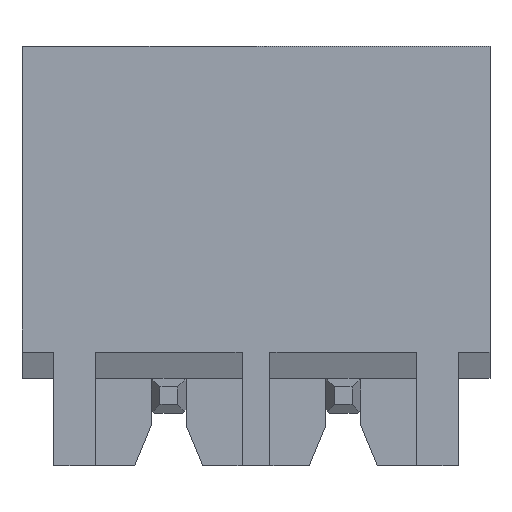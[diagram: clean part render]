
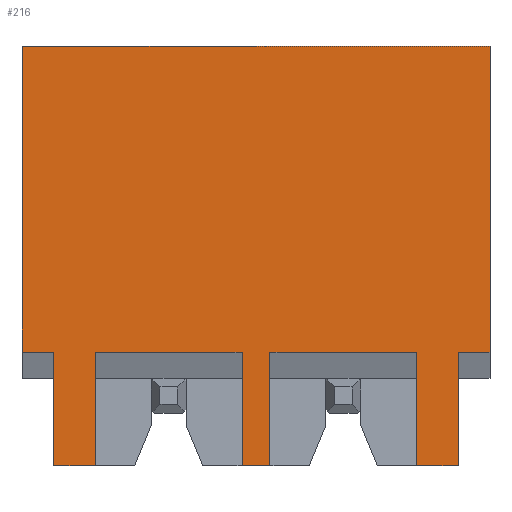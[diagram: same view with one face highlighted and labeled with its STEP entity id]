
A CAD part, front view. The second image highlights one B-rep face of the part: STEP entity #216.
In plain terms, the highlighted planar face has unit normal (0, -1, 0).
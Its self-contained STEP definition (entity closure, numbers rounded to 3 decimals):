
#216 = ADVANCED_FACE( '', ( #513 ), #514, .T. );
#513 = FACE_OUTER_BOUND( '', #909, .T. );
#514 = PLANE( '', #910 );
#909 = EDGE_LOOP( '', ( #1349, #1350, #1351, #1352, #1353, #1354, #1355, #1356, #1357, #1358, #1359, #1360, #1361, #1362, #1363, #1364 ) );
#910 = AXIS2_PLACEMENT_3D( '', #1365, #1366, #1367 );
#1349 = ORIENTED_EDGE( '', *, *, #2557, .T. );
#1350 = ORIENTED_EDGE( '', *, *, #2558, .T. );
#1351 = ORIENTED_EDGE( '', *, *, #2559, .T. );
#1352 = ORIENTED_EDGE( '', *, *, #2560, .F. );
#1353 = ORIENTED_EDGE( '', *, *, #2561, .F. );
#1354 = ORIENTED_EDGE( '', *, *, #2562, .F. );
#1355 = ORIENTED_EDGE( '', *, *, #2520, .F. );
#1356 = ORIENTED_EDGE( '', *, *, #2563, .T. );
#1357 = ORIENTED_EDGE( '', *, *, #2564, .T. );
#1358 = ORIENTED_EDGE( '', *, *, #2565, .T. );
#1359 = ORIENTED_EDGE( '', *, *, #2566, .F. );
#1360 = ORIENTED_EDGE( '', *, *, #2567, .T. );
#1361 = ORIENTED_EDGE( '', *, *, #2568, .T. );
#1362 = ORIENTED_EDGE( '', *, *, #2569, .T. );
#1363 = ORIENTED_EDGE( '', *, *, #2551, .F. );
#1364 = ORIENTED_EDGE( '', *, *, #2570, .F. );
#1365 = CARTESIAN_POINT( '', ( 6.7, -3.775, -6. ) );
#1366 = DIRECTION( '', ( 0., -1., 0. ) );
#1367 = DIRECTION( '', ( 0., 0., -1. ) );
#2520 = EDGE_CURVE( '', #3026, #3014, #3028, .T. );
#2551 = EDGE_CURVE( '', #3082, #3084, #3085, .T. );
#2557 = EDGE_CURVE( '', #3094, #3095, #3096, .T. );
#2558 = EDGE_CURVE( '', #3095, #3097, #3098, .T. );
#2559 = EDGE_CURVE( '', #3097, #3099, #3100, .T. );
#2560 = EDGE_CURVE( '', #3101, #3099, #3102, .T. );
#2561 = EDGE_CURVE( '', #3103, #3101, #3104, .T. );
#2562 = EDGE_CURVE( '', #3014, #3103, #3105, .T. );
#2563 = EDGE_CURVE( '', #3026, #3106, #3107, .T. );
#2564 = EDGE_CURVE( '', #3106, #3108, #3109, .T. );
#2565 = EDGE_CURVE( '', #3108, #3110, #3111, .T. );
#2566 = EDGE_CURVE( '', #3112, #3110, #3113, .T. );
#2567 = EDGE_CURVE( '', #3112, #3114, #3115, .T. );
#2568 = EDGE_CURVE( '', #3114, #3116, #3117, .T. );
#2569 = EDGE_CURVE( '', #3116, #3084, #3118, .T. );
#2570 = EDGE_CURVE( '', #3094, #3082, #3119, .T. );
#3014 = VERTEX_POINT( '', #3754 );
#3026 = VERTEX_POINT( '', #3772 );
#3028 = LINE( '', #3775, #3776 );
#3082 = VERTEX_POINT( '', #3852 );
#3084 = VERTEX_POINT( '', #3855 );
#3085 = LINE( '', #3856, #3857 );
#3094 = VERTEX_POINT( '', #3870 );
#3095 = VERTEX_POINT( '', #3871 );
#3096 = LINE( '', #3872, #3873 );
#3097 = VERTEX_POINT( '', #3874 );
#3098 = LINE( '', #3875, #3876 );
#3099 = VERTEX_POINT( '', #3877 );
#3100 = LINE( '', #3878, #3879 );
#3101 = VERTEX_POINT( '', #3880 );
#3102 = LINE( '', #3881, #3882 );
#3103 = VERTEX_POINT( '', #3883 );
#3104 = LINE( '', #3884, #3885 );
#3105 = LINE( '', #3886, #3887 );
#3106 = VERTEX_POINT( '', #3888 );
#3107 = LINE( '', #3889, #3890 );
#3108 = VERTEX_POINT( '', #3891 );
#3109 = LINE( '', #3892, #3893 );
#3110 = VERTEX_POINT( '', #3894 );
#3111 = LINE( '', #3895, #3896 );
#3112 = VERTEX_POINT( '', #3897 );
#3113 = LINE( '', #3898, #3899 );
#3114 = VERTEX_POINT( '', #3900 );
#3115 = LINE( '', #3901, #3902 );
#3116 = VERTEX_POINT( '', #3903 );
#3117 = LINE( '', #3904, #3905 );
#3118 = LINE( '', #3906, #3907 );
#3119 = LINE( '', #3908, #3909 );
#3754 = CARTESIAN_POINT( '', ( -5.79, -3.775, -6. ) );
#3772 = CARTESIAN_POINT( '', ( -4.6, -3.775, -6. ) );
#3775 = CARTESIAN_POINT( '', ( 6.7, -3.775, -6. ) );
#3776 = VECTOR( '', #4820, 1000. );
#3852 = CARTESIAN_POINT( '', ( 5.79, -3.775, -6. ) );
#3855 = CARTESIAN_POINT( '', ( 4.6, -3.775, -6. ) );
#3856 = CARTESIAN_POINT( '', ( 6.7, -3.775, -6. ) );
#3857 = VECTOR( '', #4850, 1000. );
#3870 = CARTESIAN_POINT( '', ( 5.79, -3.775, -2.75 ) );
#3871 = CARTESIAN_POINT( '', ( 6.7, -3.775, -2.75 ) );
#3872 = CARTESIAN_POINT( '', ( 5.79, -3.775, -2.75 ) );
#3873 = VECTOR( '', #4855, 1000. );
#3874 = CARTESIAN_POINT( '', ( 6.7, -3.775, 6. ) );
#3875 = CARTESIAN_POINT( '', ( 6.7, -3.775, -6. ) );
#3876 = VECTOR( '', #4856, 1000. );
#3877 = CARTESIAN_POINT( '', ( -6.7, -3.775, 6. ) );
#3878 = CARTESIAN_POINT( '', ( 6.7, -3.775, 6. ) );
#3879 = VECTOR( '', #4857, 1000. );
#3880 = CARTESIAN_POINT( '', ( -6.7, -3.775, -2.75 ) );
#3881 = CARTESIAN_POINT( '', ( -6.7, -3.775, -6. ) );
#3882 = VECTOR( '', #4858, 1000. );
#3883 = CARTESIAN_POINT( '', ( -5.79, -3.775, -2.75 ) );
#3884 = CARTESIAN_POINT( '', ( -5.79, -3.775, -2.75 ) );
#3885 = VECTOR( '', #4859, 1000. );
#3886 = CARTESIAN_POINT( '', ( -5.79, -3.775, -2.75 ) );
#3887 = VECTOR( '', #4860, 1000. );
#3888 = CARTESIAN_POINT( '', ( -4.6, -3.775, -2.75 ) );
#3889 = CARTESIAN_POINT( '', ( -4.6, -3.775, -6. ) );
#3890 = VECTOR( '', #4861, 1000. );
#3891 = CARTESIAN_POINT( '', ( -0.4, -3.775, -2.75 ) );
#3892 = CARTESIAN_POINT( '', ( 6.7, -3.775, -2.75 ) );
#3893 = VECTOR( '', #4862, 1000. );
#3894 = CARTESIAN_POINT( '', ( -0.4, -3.775, -6. ) );
#3895 = CARTESIAN_POINT( '', ( -0.4, -3.775, -3.5 ) );
#3896 = VECTOR( '', #4863, 1000. );
#3897 = CARTESIAN_POINT( '', ( 0.4, -3.775, -6. ) );
#3898 = CARTESIAN_POINT( '', ( 6.7, -3.775, -6. ) );
#3899 = VECTOR( '', #4864, 1000. );
#3900 = CARTESIAN_POINT( '', ( 0.4, -3.775, -2.75 ) );
#3901 = CARTESIAN_POINT( '', ( 0.4, -3.775, -6. ) );
#3902 = VECTOR( '', #4865, 1000. );
#3903 = CARTESIAN_POINT( '', ( 4.6, -3.775, -2.75 ) );
#3904 = CARTESIAN_POINT( '', ( 6.7, -3.775, -2.75 ) );
#3905 = VECTOR( '', #4866, 1000. );
#3906 = CARTESIAN_POINT( '', ( 4.6, -3.775, -3.5 ) );
#3907 = VECTOR( '', #4867, 1000. );
#3908 = CARTESIAN_POINT( '', ( 5.79, -3.775, -2.75 ) );
#3909 = VECTOR( '', #4868, 1000. );
#4820 = DIRECTION( '', ( -1., 0., 0. ) );
#4850 = DIRECTION( '', ( -1., 0., 0. ) );
#4855 = DIRECTION( '', ( 1., 0., 0. ) );
#4856 = DIRECTION( '', ( 0., 0., 1. ) );
#4857 = DIRECTION( '', ( -1., 0., 0. ) );
#4858 = DIRECTION( '', ( 0., 0., 1. ) );
#4859 = DIRECTION( '', ( -1., 0., 0. ) );
#4860 = DIRECTION( '', ( 0., 0., 1. ) );
#4861 = DIRECTION( '', ( 0., 0., 1. ) );
#4862 = DIRECTION( '', ( 1., 0., 0. ) );
#4863 = DIRECTION( '', ( 0., 0., -1. ) );
#4864 = DIRECTION( '', ( -1., 0., 0. ) );
#4865 = DIRECTION( '', ( 0., 0., 1. ) );
#4866 = DIRECTION( '', ( 1., 0., 0. ) );
#4867 = DIRECTION( '', ( 0., 0., -1. ) );
#4868 = DIRECTION( '', ( 0., 0., -1. ) );
